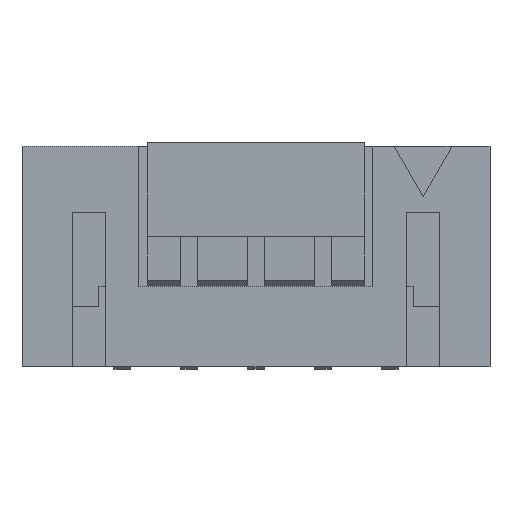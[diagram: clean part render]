
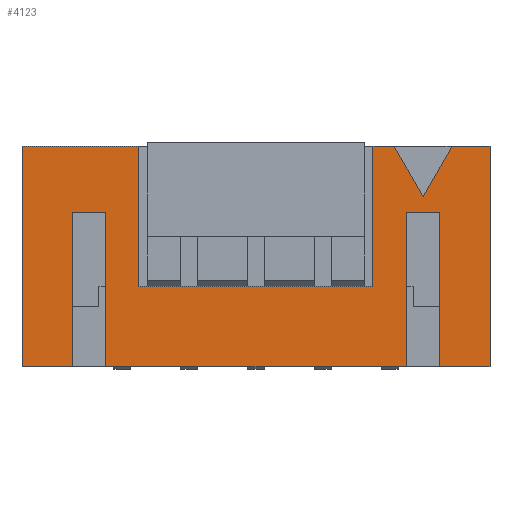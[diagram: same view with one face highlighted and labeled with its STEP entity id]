
A CAD part, front view. The second image highlights one B-rep face of the part: STEP entity #4123.
In plain terms, the highlighted planar face has unit normal (0, -1, 0).
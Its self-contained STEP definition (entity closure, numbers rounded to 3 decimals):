
#71=ORIENTED_EDGE('',*,*,#1285,.F.);
#72=ORIENTED_EDGE('',*,*,#1286,.F.);
#73=ORIENTED_EDGE('',*,*,#1287,.T.);
#74=ORIENTED_EDGE('',*,*,#1288,.F.);
#75=ORIENTED_EDGE('',*,*,#1289,.F.);
#76=ORIENTED_EDGE('',*,*,#1290,.T.);
#77=ORIENTED_EDGE('',*,*,#1291,.T.);
#78=ORIENTED_EDGE('',*,*,#1292,.F.);
#79=ORIENTED_EDGE('',*,*,#1293,.F.);
#80=ORIENTED_EDGE('',*,*,#1294,.F.);
#81=ORIENTED_EDGE('',*,*,#1295,.F.);
#82=ORIENTED_EDGE('',*,*,#1296,.F.);
#83=ORIENTED_EDGE('',*,*,#1297,.F.);
#84=ORIENTED_EDGE('',*,*,#1298,.F.);
#85=ORIENTED_EDGE('',*,*,#1299,.F.);
#86=ORIENTED_EDGE('',*,*,#1300,.F.);
#87=ORIENTED_EDGE('',*,*,#1301,.F.);
#88=ORIENTED_EDGE('',*,*,#1302,.T.);
#89=ORIENTED_EDGE('',*,*,#1303,.T.);
#1285=EDGE_CURVE('',#1892,#1893,#2290,.T.);
#1286=EDGE_CURVE('',#1894,#1892,#2291,.T.);
#1287=EDGE_CURVE('',#1894,#1895,#2292,.T.);
#1288=EDGE_CURVE('',#1896,#1895,#2293,.T.);
#1289=EDGE_CURVE('',#1897,#1896,#2294,.T.);
#1290=EDGE_CURVE('',#1897,#1898,#2295,.T.);
#1291=EDGE_CURVE('',#1898,#1899,#2296,.T.);
#1292=EDGE_CURVE('',#1900,#1899,#2297,.T.);
#1293=EDGE_CURVE('',#1901,#1900,#2298,.T.);
#1294=EDGE_CURVE('',#1902,#1901,#2299,.T.);
#1295=EDGE_CURVE('',#1903,#1902,#2300,.T.);
#1296=EDGE_CURVE('',#1904,#1903,#2301,.T.);
#1297=EDGE_CURVE('',#1905,#1904,#2302,.T.);
#1298=EDGE_CURVE('',#1906,#1905,#2303,.T.);
#1299=EDGE_CURVE('',#1907,#1906,#2304,.T.);
#1300=EDGE_CURVE('',#1908,#1907,#2305,.T.);
#1301=EDGE_CURVE('',#1909,#1908,#2306,.T.);
#1302=EDGE_CURVE('',#1909,#1910,#2307,.T.);
#1303=EDGE_CURVE('',#1910,#1893,#2308,.T.);
#1892=VERTEX_POINT('',#5655);
#1893=VERTEX_POINT('',#5656);
#1894=VERTEX_POINT('',#5658);
#1895=VERTEX_POINT('',#5660);
#1896=VERTEX_POINT('',#5662);
#1897=VERTEX_POINT('',#5664);
#1898=VERTEX_POINT('',#5666);
#1899=VERTEX_POINT('',#5668);
#1900=VERTEX_POINT('',#5670);
#1901=VERTEX_POINT('',#5672);
#1902=VERTEX_POINT('',#5674);
#1903=VERTEX_POINT('',#5676);
#1904=VERTEX_POINT('',#5678);
#1905=VERTEX_POINT('',#5680);
#1906=VERTEX_POINT('',#5682);
#1907=VERTEX_POINT('',#5684);
#1908=VERTEX_POINT('',#5686);
#1909=VERTEX_POINT('',#5688);
#1910=VERTEX_POINT('',#5690);
#2290=LINE('',#5654,#2891);
#2291=LINE('',#5657,#2892);
#2292=LINE('',#5659,#2893);
#2293=LINE('',#5661,#2894);
#2294=LINE('',#5663,#2895);
#2295=LINE('',#5665,#2896);
#2296=LINE('',#5667,#2897);
#2297=LINE('',#5669,#2898);
#2298=LINE('',#5671,#2899);
#2299=LINE('',#5673,#2900);
#2300=LINE('',#5675,#2901);
#2301=LINE('',#5677,#2902);
#2302=LINE('',#5679,#2903);
#2303=LINE('',#5681,#2904);
#2304=LINE('',#5683,#2905);
#2305=LINE('',#5685,#2906);
#2306=LINE('',#5687,#2907);
#2307=LINE('',#5689,#2908);
#2308=LINE('',#5691,#2909);
#2891=VECTOR('',#4607,1000.);
#2892=VECTOR('',#4608,1000.);
#2893=VECTOR('',#4609,1000.);
#2894=VECTOR('',#4610,1000.);
#2895=VECTOR('',#4611,1000.);
#2896=VECTOR('',#4612,1000.);
#2897=VECTOR('',#4613,1000.);
#2898=VECTOR('',#4614,1000.);
#2899=VECTOR('',#4615,1000.);
#2900=VECTOR('',#4616,1000.);
#2901=VECTOR('',#4617,1000.);
#2902=VECTOR('',#4618,1000.);
#2903=VECTOR('',#4619,1000.);
#2904=VECTOR('',#4620,1000.);
#2905=VECTOR('',#4621,1000.);
#2906=VECTOR('',#4622,1000.);
#2907=VECTOR('',#4623,1000.);
#2908=VECTOR('',#4624,1000.);
#2909=VECTOR('',#4625,1000.);
#3492=EDGE_LOOP('',(#71,#72,#73,#74,#75,#76,#77,#78,#79,#80,#81,#82,#83,
#84,#85,#86,#87,#88,#89));
#3705=FACE_BOUND('',#3492,.T.);
#3918=PLANE('',#4380);
#4123=ADVANCED_FACE('',(#3705),#3918,.T.);
#4380=AXIS2_PLACEMENT_3D('',#5653,#4605,#4606);
#4605=DIRECTION('',(0.,-1.,0.));
#4606=DIRECTION('',(0.,0.,-1.));
#4607=DIRECTION('',(0.5,0.,0.866));
#4608=DIRECTION('',(0.5,0.,-0.866));
#4609=DIRECTION('',(-1.,0.,0.));
#4610=DIRECTION('',(0.,0.,1.));
#4611=DIRECTION('',(1.,0.,0.));
#4612=DIRECTION('',(0.,0.,1.));
#4613=DIRECTION('',(-1.,0.,0.));
#4614=DIRECTION('',(0.,0.,1.));
#4615=DIRECTION('',(-1.,0.,0.));
#4616=DIRECTION('',(0.,0.,-1.));
#4617=DIRECTION('',(-1.,0.,0.));
#4618=DIRECTION('',(0.,0.,1.));
#4619=DIRECTION('',(-1.,0.,0.));
#4620=DIRECTION('',(0.,0.,-1.));
#4621=DIRECTION('',(-1.,0.,0.));
#4622=DIRECTION('',(0.,0.,1.));
#4623=DIRECTION('',(-1.,0.,0.));
#4624=DIRECTION('',(0.,0.,1.));
#4625=DIRECTION('',(-1.,0.,0.));
#5653=CARTESIAN_POINT('',(7.,-2.5,-3.3));
#5654=CARTESIAN_POINT('',(5.,-2.5,1.8));
#5655=CARTESIAN_POINT('',(5.,-2.5,1.8));
#5656=CARTESIAN_POINT('',(5.866,-2.5,3.3));
#5657=CARTESIAN_POINT('',(4.134,-2.5,3.3));
#5658=CARTESIAN_POINT('',(4.134,-2.5,3.3));
#5659=CARTESIAN_POINT('',(7.,-2.5,3.3));
#5660=CARTESIAN_POINT('',(3.5,-2.5,3.3));
#5661=CARTESIAN_POINT('',(3.5,-2.5,-0.9));
#5662=CARTESIAN_POINT('',(3.5,-2.5,-0.9));
#5663=CARTESIAN_POINT('',(-3.5,-2.5,-0.9));
#5664=CARTESIAN_POINT('',(-3.5,-2.5,-0.9));
#5665=CARTESIAN_POINT('',(-3.5,-2.5,-0.9));
#5666=CARTESIAN_POINT('',(-3.5,-2.5,3.3));
#5667=CARTESIAN_POINT('',(7.,-2.5,3.3));
#5668=CARTESIAN_POINT('',(-7.,-2.5,3.3));
#5669=CARTESIAN_POINT('',(-7.,-2.5,-3.3));
#5670=CARTESIAN_POINT('',(-7.,-2.5,-3.3));
#5671=CARTESIAN_POINT('',(7.,-2.5,-3.3));
#5672=CARTESIAN_POINT('',(-5.5,-2.5,-3.3));
#5673=CARTESIAN_POINT('',(-5.5,-2.5,1.3));
#5674=CARTESIAN_POINT('',(-5.5,-2.5,1.3));
#5675=CARTESIAN_POINT('',(-4.5,-2.5,1.3));
#5676=CARTESIAN_POINT('',(-4.5,-2.5,1.3));
#5677=CARTESIAN_POINT('',(-4.5,-2.5,-3.3));
#5678=CARTESIAN_POINT('',(-4.5,-2.5,-3.3));
#5679=CARTESIAN_POINT('',(7.,-2.5,-3.3));
#5680=CARTESIAN_POINT('',(4.5,-2.5,-3.3));
#5681=CARTESIAN_POINT('',(4.5,-2.5,1.3));
#5682=CARTESIAN_POINT('',(4.5,-2.5,1.3));
#5683=CARTESIAN_POINT('',(5.5,-2.5,1.3));
#5684=CARTESIAN_POINT('',(5.5,-2.5,1.3));
#5685=CARTESIAN_POINT('',(5.5,-2.5,-3.3));
#5686=CARTESIAN_POINT('',(5.5,-2.5,-3.3));
#5687=CARTESIAN_POINT('',(7.,-2.5,-3.3));
#5688=CARTESIAN_POINT('',(7.,-2.5,-3.3));
#5689=CARTESIAN_POINT('',(7.,-2.5,-3.3));
#5690=CARTESIAN_POINT('',(7.,-2.5,3.3));
#5691=CARTESIAN_POINT('',(7.,-2.5,3.3));
